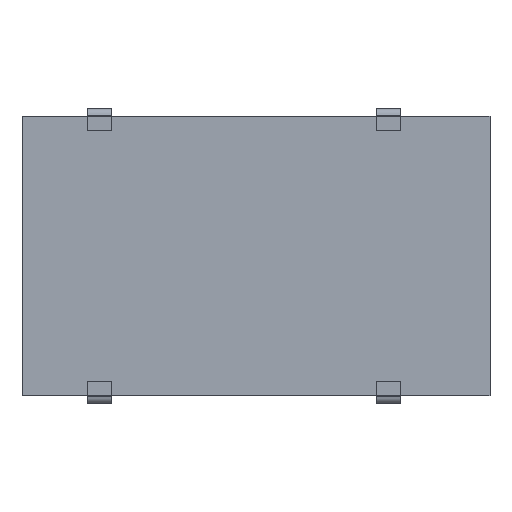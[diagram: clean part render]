
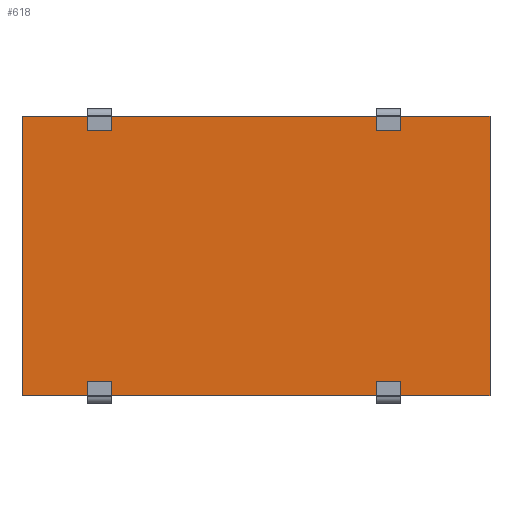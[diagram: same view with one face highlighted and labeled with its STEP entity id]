
A CAD part, front view. The second image highlights one B-rep face of the part: STEP entity #618.
In plain terms, the highlighted planar face has unit normal (0, -1, 0).
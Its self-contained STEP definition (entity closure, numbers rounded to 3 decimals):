
#28=PLANE('',#682);
#62=FACE_OUTER_BOUND('',#96,.T.);
#96=EDGE_LOOP('',(#515,#516,#517,#518,#519,#520,#521,#522,#523,#524,#525,
#526,#527,#528,#529,#530,#531,#532,#533,#534));
#112=LINE('',#883,#184);
#120=LINE('',#906,#192);
#128=LINE('',#929,#200);
#136=LINE('',#952,#208);
#142=LINE('',#968,#214);
#146=LINE('',#975,#218);
#147=LINE('',#976,#219);
#150=LINE('',#986,#222);
#151=LINE('',#988,#223);
#155=LINE('',#995,#227);
#159=LINE('',#1005,#231);
#160=LINE('',#1007,#232);
#162=LINE('',#1012,#234);
#163=LINE('',#1013,#235);
#164=LINE('',#1014,#236);
#165=LINE('',#1016,#237);
#166=LINE('',#1017,#238);
#167=LINE('',#1019,#239);
#168=LINE('',#1020,#240);
#169=LINE('',#1021,#241);
#184=VECTOR('',#708,10.);
#192=VECTOR('',#728,10.);
#200=VECTOR('',#748,10.);
#208=VECTOR('',#768,10.);
#214=VECTOR('',#784,10.);
#218=VECTOR('',#788,10.);
#219=VECTOR('',#789,10.);
#222=VECTOR('',#802,10.);
#223=VECTOR('',#803,10.);
#227=VECTOR('',#807,10.);
#231=VECTOR('',#817,10.);
#232=VECTOR('',#820,10.);
#234=VECTOR('',#826,10.);
#235=VECTOR('',#827,10.);
#236=VECTOR('',#828,10.);
#237=VECTOR('',#829,10.);
#238=VECTOR('',#830,10.);
#239=VECTOR('',#831,10.);
#240=VECTOR('',#832,10.);
#241=VECTOR('',#833,10.);
#273=VERTEX_POINT('',#880);
#274=VERTEX_POINT('',#882);
#277=VERTEX_POINT('',#890);
#282=VERTEX_POINT('',#903);
#283=VERTEX_POINT('',#905);
#286=VERTEX_POINT('',#913);
#291=VERTEX_POINT('',#926);
#292=VERTEX_POINT('',#928);
#295=VERTEX_POINT('',#936);
#300=VERTEX_POINT('',#949);
#301=VERTEX_POINT('',#951);
#304=VERTEX_POINT('',#959);
#306=VERTEX_POINT('',#967);
#309=VERTEX_POINT('',#973);
#312=VERTEX_POINT('',#987);
#315=VERTEX_POINT('',#993);
#318=VERTEX_POINT('',#1003);
#319=VERTEX_POINT('',#1011);
#320=VERTEX_POINT('',#1015);
#321=VERTEX_POINT('',#1018);
#330=EDGE_CURVE('',#274,#273,#112,.T.);
#341=EDGE_CURVE('',#283,#282,#120,.T.);
#352=EDGE_CURVE('',#292,#291,#128,.T.);
#363=EDGE_CURVE('',#301,#300,#136,.T.);
#371=EDGE_CURVE('',#306,#286,#142,.T.);
#375=EDGE_CURVE('',#273,#309,#146,.T.);
#376=EDGE_CURVE('',#282,#277,#147,.T.);
#381=EDGE_CURVE('',#300,#295,#150,.T.);
#382=EDGE_CURVE('',#312,#304,#151,.T.);
#386=EDGE_CURVE('',#291,#315,#155,.T.);
#391=EDGE_CURVE('',#304,#318,#159,.T.);
#392=EDGE_CURVE('',#318,#301,#160,.T.);
#394=EDGE_CURVE('',#295,#319,#162,.T.);
#395=EDGE_CURVE('',#319,#292,#163,.T.);
#396=EDGE_CURVE('',#315,#306,#164,.T.);
#397=EDGE_CURVE('',#286,#320,#165,.T.);
#398=EDGE_CURVE('',#320,#283,#166,.T.);
#399=EDGE_CURVE('',#277,#321,#167,.T.);
#400=EDGE_CURVE('',#321,#274,#168,.T.);
#401=EDGE_CURVE('',#309,#312,#169,.T.);
#515=ORIENTED_EDGE('',*,*,#391,.T.);
#516=ORIENTED_EDGE('',*,*,#392,.T.);
#517=ORIENTED_EDGE('',*,*,#363,.T.);
#518=ORIENTED_EDGE('',*,*,#381,.T.);
#519=ORIENTED_EDGE('',*,*,#394,.T.);
#520=ORIENTED_EDGE('',*,*,#395,.T.);
#521=ORIENTED_EDGE('',*,*,#352,.T.);
#522=ORIENTED_EDGE('',*,*,#386,.T.);
#523=ORIENTED_EDGE('',*,*,#396,.T.);
#524=ORIENTED_EDGE('',*,*,#371,.T.);
#525=ORIENTED_EDGE('',*,*,#397,.T.);
#526=ORIENTED_EDGE('',*,*,#398,.T.);
#527=ORIENTED_EDGE('',*,*,#341,.T.);
#528=ORIENTED_EDGE('',*,*,#376,.T.);
#529=ORIENTED_EDGE('',*,*,#399,.T.);
#530=ORIENTED_EDGE('',*,*,#400,.T.);
#531=ORIENTED_EDGE('',*,*,#330,.T.);
#532=ORIENTED_EDGE('',*,*,#375,.T.);
#533=ORIENTED_EDGE('',*,*,#401,.T.);
#534=ORIENTED_EDGE('',*,*,#382,.T.);
#618=ADVANCED_FACE('',(#62),#28,.T.);
#682=AXIS2_PLACEMENT_3D('',#1010,#824,#825);
#708=DIRECTION('',(0.,0.,-1.));
#728=DIRECTION('',(0.,0.,-1.));
#748=DIRECTION('',(0.,0.,1.));
#768=DIRECTION('',(0.,0.,1.));
#784=DIRECTION('',(1.,0.,0.));
#788=DIRECTION('',(1.,0.,0.));
#789=DIRECTION('',(1.,0.,0.));
#802=DIRECTION('',(-1.,0.,0.));
#803=DIRECTION('',(-1.,0.,0.));
#807=DIRECTION('',(-1.,0.,0.));
#817=DIRECTION('',(0.,0.,-1.));
#820=DIRECTION('',(-1.,0.,0.));
#824=DIRECTION('center_axis',(0.,-1.,0.));
#825=DIRECTION('ref_axis',(0.,0.,-1.));
#826=DIRECTION('',(0.,0.,-1.));
#827=DIRECTION('',(-1.,0.,0.));
#828=DIRECTION('',(0.,0.,-1.));
#829=DIRECTION('',(0.,0.,1.));
#830=DIRECTION('',(1.,0.,0.));
#831=DIRECTION('',(0.,0.,1.));
#832=DIRECTION('',(1.,0.,0.));
#833=DIRECTION('',(0.,0.,1.));
#880=CARTESIAN_POINT('',(147.5,26.,-1.));
#882=CARTESIAN_POINT('',(147.5,26.,2.));
#883=CARTESIAN_POINT('',(147.5,26.,13.5));
#890=CARTESIAN_POINT('',(142.5,26.,-1.));
#903=CARTESIAN_POINT('',(87.5,26.,-1.));
#905=CARTESIAN_POINT('',(87.5,26.,2.));
#906=CARTESIAN_POINT('',(87.5,26.,13.5));
#913=CARTESIAN_POINT('',(82.5,26.,-1.));
#926=CARTESIAN_POINT('',(82.5,26.,57.));
#928=CARTESIAN_POINT('',(82.5,26.,54.));
#929=CARTESIAN_POINT('',(82.5,26.,42.5));
#936=CARTESIAN_POINT('',(87.5,26.,57.));
#949=CARTESIAN_POINT('',(142.5,26.,57.));
#951=CARTESIAN_POINT('',(142.5,26.,54.));
#952=CARTESIAN_POINT('',(142.5,26.,42.5));
#959=CARTESIAN_POINT('',(147.5,26.,57.));
#967=CARTESIAN_POINT('',(69.,26.,-1.));
#968=CARTESIAN_POINT('',(166.,26.,-1.));
#973=CARTESIAN_POINT('',(166.,26.,-1.));
#975=CARTESIAN_POINT('',(166.,26.,-1.));
#976=CARTESIAN_POINT('',(166.,26.,-1.));
#986=CARTESIAN_POINT('',(69.,26.,57.));
#987=CARTESIAN_POINT('',(166.,26.,57.));
#988=CARTESIAN_POINT('',(69.,26.,57.));
#993=CARTESIAN_POINT('',(69.,26.,57.));
#995=CARTESIAN_POINT('',(69.,26.,57.));
#1003=CARTESIAN_POINT('',(147.5,26.,54.));
#1005=CARTESIAN_POINT('',(147.5,26.,41.));
#1007=CARTESIAN_POINT('',(130.,26.,54.));
#1010=CARTESIAN_POINT('Origin',(117.5,26.,28.));
#1011=CARTESIAN_POINT('',(87.5,26.,54.));
#1012=CARTESIAN_POINT('',(87.5,26.,41.));
#1013=CARTESIAN_POINT('',(100.,26.,54.));
#1014=CARTESIAN_POINT('',(69.,26.,-1.));
#1015=CARTESIAN_POINT('',(82.5,26.,2.));
#1016=CARTESIAN_POINT('',(82.5,26.,15.));
#1017=CARTESIAN_POINT('',(102.5,26.,2.));
#1018=CARTESIAN_POINT('',(142.5,26.,2.));
#1019=CARTESIAN_POINT('',(142.5,26.,15.));
#1020=CARTESIAN_POINT('',(132.5,26.,2.));
#1021=CARTESIAN_POINT('',(166.,26.,57.));
